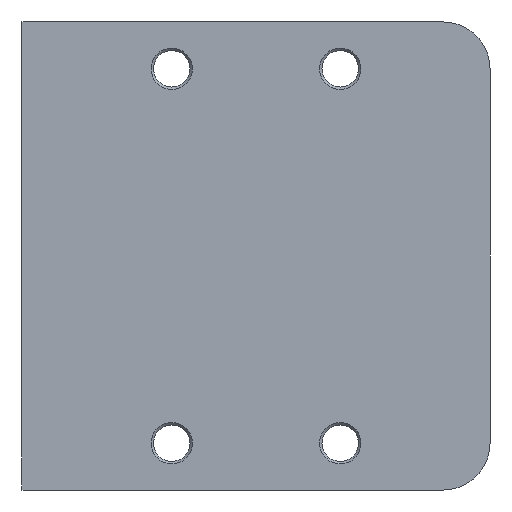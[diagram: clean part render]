
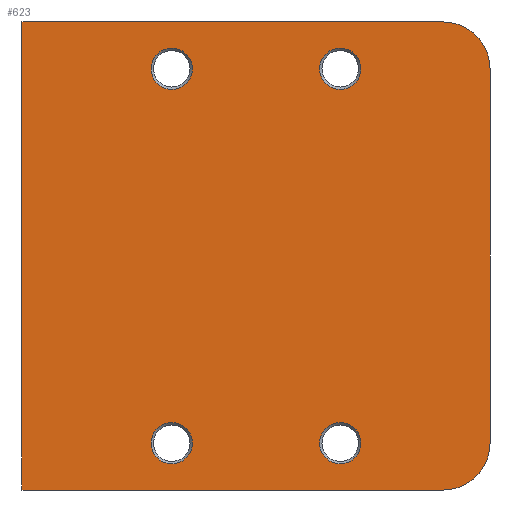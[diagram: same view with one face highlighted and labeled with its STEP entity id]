
A CAD part, front view. The second image highlights one B-rep face of the part: STEP entity #623.
In plain terms, the highlighted planar face has unit normal (0, -1, 0).
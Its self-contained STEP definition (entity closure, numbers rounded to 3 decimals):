
#29=FACE_BOUND('',#120,.T.);
#30=FACE_BOUND('',#121,.T.);
#31=FACE_BOUND('',#122,.T.);
#32=FACE_BOUND('',#123,.T.);
#45=PLANE('',#701);
#77=FACE_OUTER_BOUND('',#119,.T.);
#119=EDGE_LOOP('',(#565,#566,#567,#568,#569,#570));
#120=EDGE_LOOP('',(#571));
#121=EDGE_LOOP('',(#572));
#122=EDGE_LOOP('',(#573));
#123=EDGE_LOOP('',(#574));
#143=LINE('',#954,#197);
#153=LINE('',#976,#207);
#160=LINE('',#988,#214);
#178=LINE('',#1060,#232);
#197=VECTOR('',#759,10.);
#207=VECTOR('',#779,10.);
#214=VECTOR('',#790,10.);
#232=VECTOR('',#884,10.);
#250=CIRCLE('',#667,5.);
#256=CIRCLE('',#675,5.);
#258=CIRCLE('',#678,2.2);
#260=CIRCLE('',#682,2.2);
#262=CIRCLE('',#686,2.2);
#264=CIRCLE('',#690,2.2);
#293=VERTEX_POINT('',#951);
#294=VERTEX_POINT('',#953);
#301=VERTEX_POINT('',#975);
#304=VERTEX_POINT('',#986);
#306=VERTEX_POINT('',#993);
#312=VERTEX_POINT('',#1009);
#314=VERTEX_POINT('',#1015);
#316=VERTEX_POINT('',#1023);
#318=VERTEX_POINT('',#1031);
#320=VERTEX_POINT('',#1039);
#352=EDGE_CURVE('',#293,#294,#143,.T.);
#365=EDGE_CURVE('',#294,#301,#153,.T.);
#372=EDGE_CURVE('',#304,#293,#160,.T.);
#374=EDGE_CURVE('',#301,#306,#250,.T.);
#382=EDGE_CURVE('',#312,#304,#256,.T.);
#386=EDGE_CURVE('',#314,#314,#258,.T.);
#390=EDGE_CURVE('',#316,#316,#260,.T.);
#394=EDGE_CURVE('',#318,#318,#262,.T.);
#398=EDGE_CURVE('',#320,#320,#264,.T.);
#406=EDGE_CURVE('',#306,#312,#178,.T.);
#565=ORIENTED_EDGE('',*,*,#374,.F.);
#566=ORIENTED_EDGE('',*,*,#365,.F.);
#567=ORIENTED_EDGE('',*,*,#352,.F.);
#568=ORIENTED_EDGE('',*,*,#372,.F.);
#569=ORIENTED_EDGE('',*,*,#382,.F.);
#570=ORIENTED_EDGE('',*,*,#406,.F.);
#571=ORIENTED_EDGE('',*,*,#386,.T.);
#572=ORIENTED_EDGE('',*,*,#390,.T.);
#573=ORIENTED_EDGE('',*,*,#394,.T.);
#574=ORIENTED_EDGE('',*,*,#398,.T.);
#623=ADVANCED_FACE('',(#77,#29,#30,#31,#32),#45,.T.);
#667=AXIS2_PLACEMENT_3D('',#994,#797,#798);
#675=AXIS2_PLACEMENT_3D('',#1010,#815,#816);
#678=AXIS2_PLACEMENT_3D('',#1017,#823,#824);
#682=AXIS2_PLACEMENT_3D('',#1025,#833,#834);
#686=AXIS2_PLACEMENT_3D('',#1033,#843,#844);
#690=AXIS2_PLACEMENT_3D('',#1041,#853,#854);
#701=AXIS2_PLACEMENT_3D('',#1059,#882,#883);
#759=DIRECTION('',(0.,0.,1.));
#779=DIRECTION('',(1.,0.,0.));
#790=DIRECTION('',(-1.,0.,0.));
#797=DIRECTION('center_axis',(0.,1.,0.));
#798=DIRECTION('ref_axis',(0.707,0.,0.707));
#815=DIRECTION('center_axis',(0.,1.,0.));
#816=DIRECTION('ref_axis',(0.707,0.,-0.707));
#823=DIRECTION('center_axis',(0.,1.,0.));
#824=DIRECTION('ref_axis',(1.,0.,0.));
#833=DIRECTION('center_axis',(0.,1.,0.));
#834=DIRECTION('ref_axis',(1.,0.,0.));
#843=DIRECTION('center_axis',(0.,1.,0.));
#844=DIRECTION('ref_axis',(1.,0.,0.));
#853=DIRECTION('center_axis',(0.,1.,0.));
#854=DIRECTION('ref_axis',(1.,0.,0.));
#882=DIRECTION('center_axis',(0.,-1.,0.));
#883=DIRECTION('ref_axis',(1.,0.,0.));
#884=DIRECTION('',(0.,0.,-1.));
#951=CARTESIAN_POINT('',(0.,0.,-25.));
#953=CARTESIAN_POINT('',(0.,0.,25.));
#954=CARTESIAN_POINT('',(0.,0.,0.));
#975=CARTESIAN_POINT('',(45.,0.,25.));
#976=CARTESIAN_POINT('',(0.,0.,25.));
#986=CARTESIAN_POINT('',(45.,0.,-25.));
#988=CARTESIAN_POINT('',(0.,0.,-25.));
#993=CARTESIAN_POINT('',(50.,0.,20.));
#994=CARTESIAN_POINT('Origin',(45.,0.,20.));
#1009=CARTESIAN_POINT('',(50.,0.,-20.));
#1010=CARTESIAN_POINT('Origin',(45.,0.,-20.));
#1015=CARTESIAN_POINT('',(31.8,0.,-20.));
#1017=CARTESIAN_POINT('Origin',(34.,0.,-20.));
#1023=CARTESIAN_POINT('',(13.8,0.,20.));
#1025=CARTESIAN_POINT('Origin',(16.,0.,20.));
#1031=CARTESIAN_POINT('',(31.8,0.,20.));
#1033=CARTESIAN_POINT('Origin',(34.,0.,20.));
#1039=CARTESIAN_POINT('',(13.8,0.,-20.));
#1041=CARTESIAN_POINT('Origin',(16.,0.,-20.));
#1059=CARTESIAN_POINT('Origin',(0.,0.,0.));
#1060=CARTESIAN_POINT('',(50.,0.,0.));
